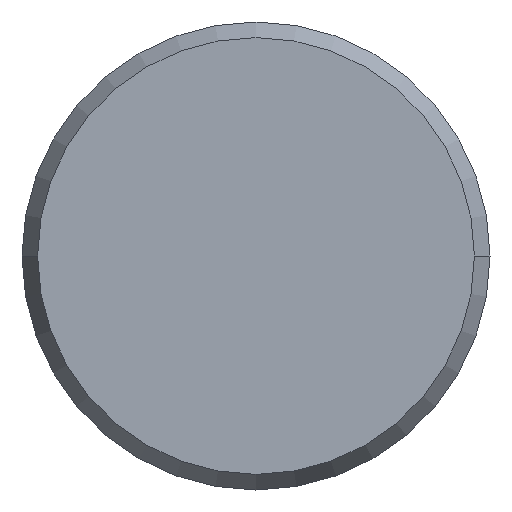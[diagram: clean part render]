
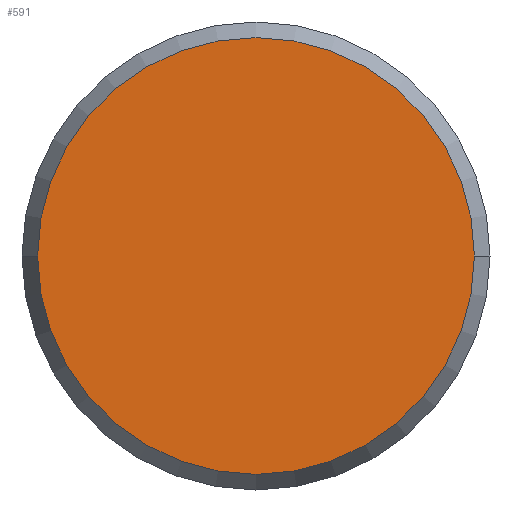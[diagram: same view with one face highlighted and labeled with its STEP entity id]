
A CAD part, front view. The second image highlights one B-rep face of the part: STEP entity #591.
In plain terms, the highlighted planar face has unit normal (0, -1, 0).
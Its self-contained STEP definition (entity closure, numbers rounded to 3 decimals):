
#103=CARTESIAN_POINT('',(0.,-53.3,0.));
#104=DIRECTION('',(0.,1.,0.));
#105=DIRECTION('',(-1.,0.,0.));
#106=AXIS2_PLACEMENT_3D('',#103,#104,#105);
#108=CARTESIAN_POINT('',(0.,-53.3,0.));
#109=DIRECTION('',(0.,-1.,0.));
#110=DIRECTION('',(-1.,0.,0.));
#111=AXIS2_PLACEMENT_3D('',#108,#109,#110);
#362=CARTESIAN_POINT('',(-14.,-53.3,0.));
#363=VERTEX_POINT('',#362);
#366=CARTESIAN_POINT('',(14.,-53.3,0.));
#367=VERTEX_POINT('',#366);
#582=CARTESIAN_POINT('',(0.,-53.3,0.));
#583=DIRECTION('',(0.,-1.,0.));
#584=DIRECTION('',(1.,0.,0.));
#585=AXIS2_PLACEMENT_3D('',#582,#583,#584);
#586=PLANE('',#585);
#587=ORIENTED_EDGE('',*,*,#550,.T.);
#588=ORIENTED_EDGE('',*,*,#568,.F.);
#589=EDGE_LOOP('',(#587,#588));
#590=FACE_OUTER_BOUND('',#589,.F.);
#591=ADVANCED_FACE('',(#590),#586,.T.);
#107=CIRCLE('',#106,14.);
#112=CIRCLE('',#111,14.);
#550=EDGE_CURVE('',#363,#367,#107,.T.);
#568=EDGE_CURVE('',#363,#367,#112,.T.);
